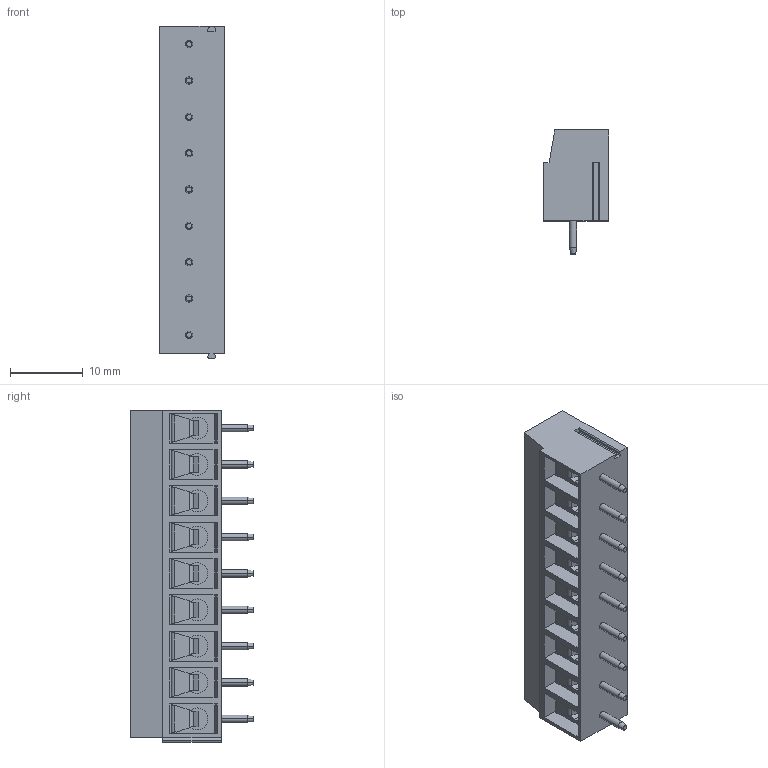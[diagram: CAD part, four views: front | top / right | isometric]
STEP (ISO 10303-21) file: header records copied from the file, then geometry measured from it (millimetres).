
FILE_DESCRIPTION((''),'2;1');
FILE_NAME('PRT0050','2024-10-19T',('yanfa'),(''),'PRO/ENGINEER BY PARAMETRIC TECHNOLOGY CORPORATION, 2009280','PRO/ENGINEER BY PARAMETRIC TECHNOLOGY CORPORATION, 2009280','');
FILE_SCHEMA(('AUTOMOTIVE_DESIGN_CC2 { 1 2 10303 214 -1 1 5 2 }'));
Length unit declared in the file: millimetre
Products named in the file (1): PRT0050
Bounding box: 9 x 17 x 45.68 mm (x, y, z)
Volume: 3912 mm3; surface area: 3950.7 mm2
Topology: 1 solids, 1 shells, 618 faces, 1641 edges, 1070 vertices
Faces by surface type: plane 313, cylinder 179, extrusion 54, cone 54, torus 18
Entity records: 19937 total; most frequent: CARTESIAN_POINT 4590, ORIENTED_EDGE 3282, DIRECTION 3037, EDGE_CURVE 1641, VERTEX_POINT 1070, VECTOR 1013, AXIS2_PLACEMENT_3D 1012, LINE 959
